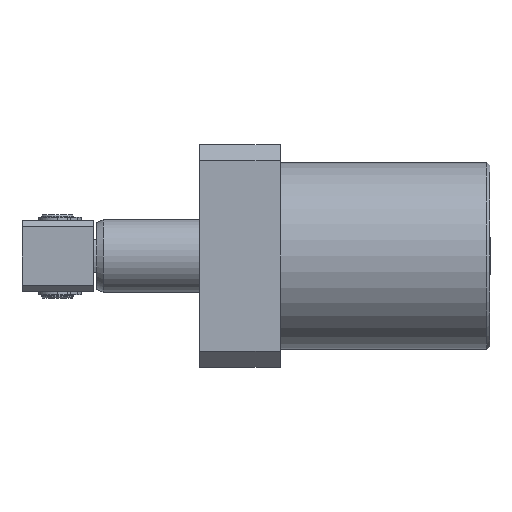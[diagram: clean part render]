
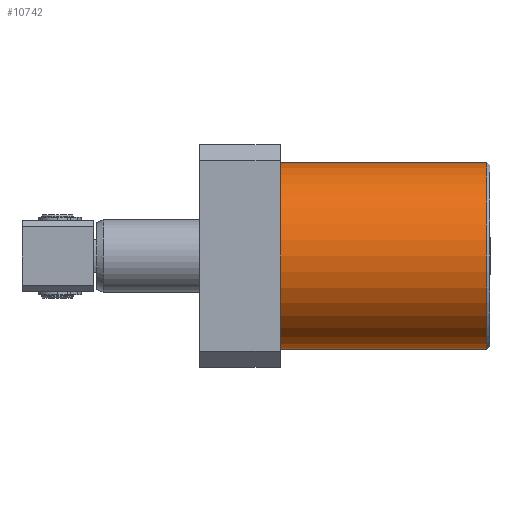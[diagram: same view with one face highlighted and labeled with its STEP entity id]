
A CAD part, left-side view. The second image highlights one B-rep face of the part: STEP entity #10742.
In plain terms, the highlighted cylindrical face has radius 29 mm (diameter 58 mm), a partial arc.
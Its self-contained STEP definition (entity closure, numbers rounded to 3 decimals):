
#318 = CARTESIAN_POINT ( 'NONE',  ( 0., -64., 29. ) ) ;
#1442 = ORIENTED_EDGE ( 'NONE', *, *, #6721, .F. ) ;
#1892 = LINE ( 'NONE', #27315, #13041 ) ;
#2214 = VERTEX_POINT ( 'NONE', #8755 ) ;
#3607 = DIRECTION ( 'NONE',  ( 0., 1., 0. ) ) ;
#3932 = EDGE_LOOP ( 'NONE', ( #1442, #20456, #22307, #28664 ) ) ;
#4108 = DIRECTION ( 'NONE',  ( 0., 0., 1. ) ) ;
#4479 = VERTEX_POINT ( 'NONE', #14824 ) ;
#4628 = CYLINDRICAL_SURFACE ( 'NONE', #22254, 29. ) ;
#5100 = DIRECTION ( 'NONE',  ( 0., 1., 0. ) ) ;
#6721 = EDGE_CURVE ( 'NONE', #19002, #4479, #8160, .T. ) ;
#7359 = CARTESIAN_POINT ( 'NONE',  ( 0., 0., 0. ) ) ;
#7391 = EDGE_CURVE ( 'NONE', #9679, #2214, #1892, .T. ) ;
#7634 = CIRCLE ( 'NONE', #27925, 29. ) ;
#8160 = LINE ( 'NONE', #14613, #21110 ) ;
#8566 = CIRCLE ( 'NONE', #24772, 29. ) ;
#8755 = CARTESIAN_POINT ( 'NONE',  ( 0., 0., 29. ) ) ;
#9585 = DIRECTION ( 'NONE',  ( 0., -1., 0. ) ) ;
#9679 = VERTEX_POINT ( 'NONE', #318 ) ;
#10390 = CARTESIAN_POINT ( 'NONE',  ( 0., -64., 0. ) ) ;
#10742 = ADVANCED_FACE ( 'NONE', ( #18902 ), #4628, .T. ) ;
#12945 = DIRECTION ( 'NONE',  ( 0., 1., 0. ) ) ;
#13041 = VECTOR ( 'NONE', #5100, 1000. ) ;
#13776 = EDGE_CURVE ( 'NONE', #19002, #9679, #7634, .T. ) ;
#14613 = CARTESIAN_POINT ( 'NONE',  ( 0., -64., -29. ) ) ;
#14824 = CARTESIAN_POINT ( 'NONE',  ( 0., 0., -29. ) ) ;
#15569 = EDGE_CURVE ( 'NONE', #2214, #4479, #8566, .T. ) ;
#18902 = FACE_OUTER_BOUND ( 'NONE', #3932, .T. ) ;
#19002 = VERTEX_POINT ( 'NONE', #25926 ) ;
#19315 = CARTESIAN_POINT ( 'NONE',  ( 0., -64., 0. ) ) ;
#20456 = ORIENTED_EDGE ( 'NONE', *, *, #13776, .T. ) ;
#21110 = VECTOR ( 'NONE', #3607, 1000. ) ;
#21685 = DIRECTION ( 'NONE',  ( 0., 1., 0. ) ) ;
#22254 = AXIS2_PLACEMENT_3D ( 'NONE', #19315, #12945, #4108 ) ;
#22307 = ORIENTED_EDGE ( 'NONE', *, *, #7391, .T. ) ;
#24772 = AXIS2_PLACEMENT_3D ( 'NONE', #7359, #9585, #25285 ) ;
#25285 = DIRECTION ( 'NONE',  ( 0., 0., 1. ) ) ;
#25926 = CARTESIAN_POINT ( 'NONE',  ( 0., -64., -29. ) ) ;
#27315 = CARTESIAN_POINT ( 'NONE',  ( 0., -64., 29. ) ) ;
#27925 = AXIS2_PLACEMENT_3D ( 'NONE', #10390, #21685, #28462 ) ;
#28462 = DIRECTION ( 'NONE',  ( 0., 0., 1. ) ) ;
#28664 = ORIENTED_EDGE ( 'NONE', *, *, #15569, .T. ) ;
